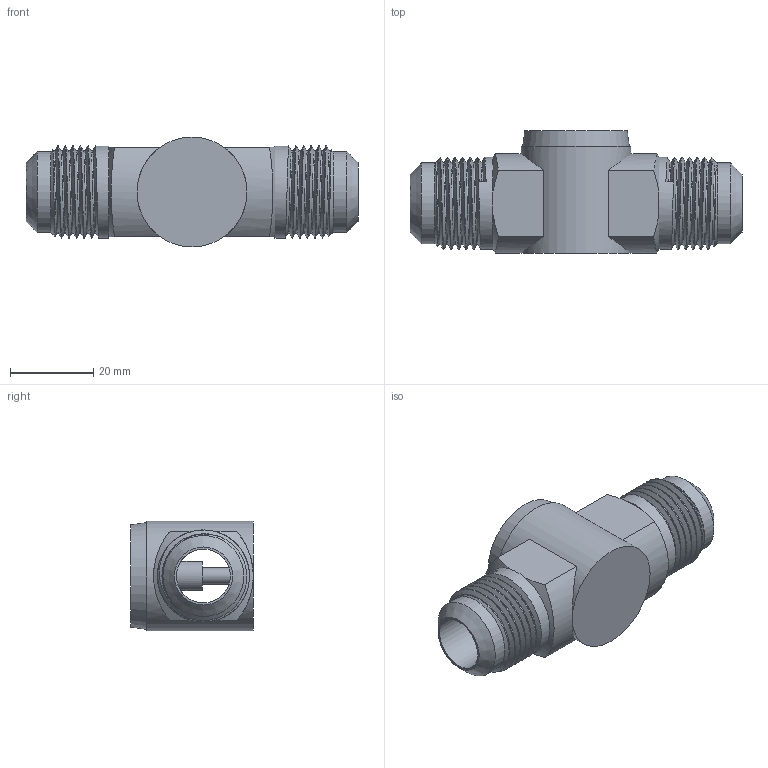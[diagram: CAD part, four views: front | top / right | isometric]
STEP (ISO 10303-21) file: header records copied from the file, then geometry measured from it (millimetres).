
FILE_DESCRIPTION(/* description */ (''),/* implementation_level */ '2;1');
FILE_NAME(/* name */ '014L0165R.stp',/* time_stamp */ '2022-08-31T13:43:13+03:00',/* author */ ('U403152'),/* organization */ (''),/* preprocessor_version */ 'ST-DEVELOPER v18.1',/* originating_system */ 'Autodesk Inventor 2020',/* authorisation */ '');
FILE_SCHEMA (('AUTOMOTIVE_DESIGN { 1 0 10303 214 3 1 1 }'));
Length unit declared in the file: millimetre
Products named in the file (1): Part1
Bounding box: 80 x 29.5 x 26.5 mm (x, y, z)
Volume: 24228.5 mm3; surface area: 12661.7 mm2
Topology: 1 solids, 8 shells, 847 faces, 2343 edges, 1563 vertices
Faces by surface type: plane 452, bspline 343, cylinder 38, cone 12, torus 2
Full cylindrical faces by diameter (mm): 1.4 x2, 2 x1, 3 x1, 4.004 x1, 4.2 x1, 4.9 x1, 7 x1, 13 x2, 14 x1, 19.5 x2, 19.8 x1, 20 x2, 20.1 x1, 22.18 x10, 26.5 x1
Entity records: 47375 total; most frequent: CARTESIAN_POINT 27209, ORIENTED_EDGE 4684, DIRECTION 2706, EDGE_CURVE 2342, VERTEX_POINT 1563, LINE 1502, VECTOR 1502, EDGE_LOOP 911
